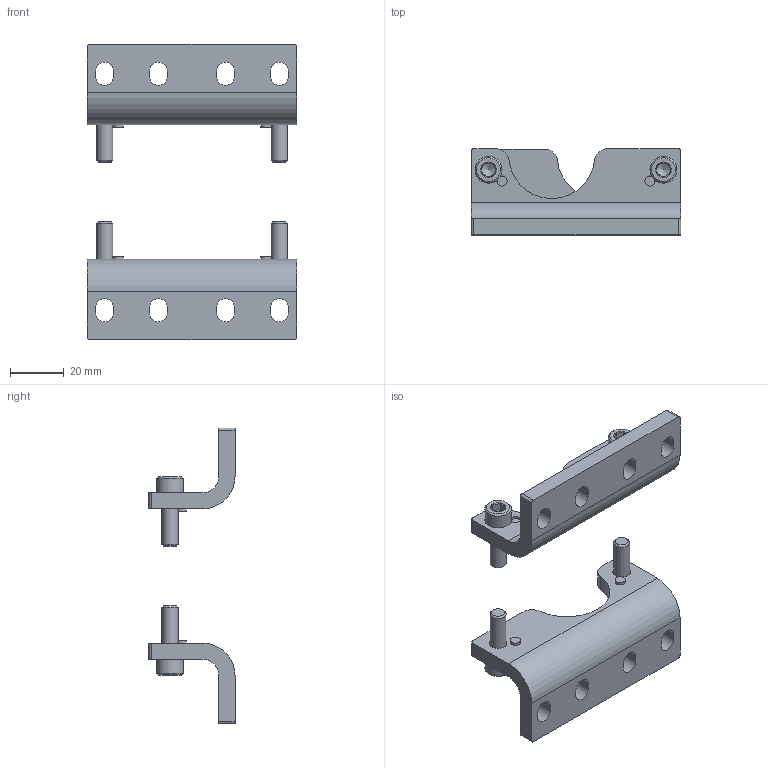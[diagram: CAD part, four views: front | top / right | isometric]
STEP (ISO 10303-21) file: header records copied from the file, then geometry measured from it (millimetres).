
FILE_DESCRIPTION(/* description */ ('STEP AP214'),/* implementation_level */ '2;1');
FILE_NAME(/* name */ '533670_HPC-40',/* time_stamp */ '2024-08-28T08:09:50+02:00',/* author */ ('License CC BY-ND 4.0'),/* organization */ ('CADENAS'),/* preprocessor_version */ 'ST-DEVELOPER v19.3',/* originating_system */ 'PARTsolutions',/* authorisation */ ' ');
FILE_SCHEMA (('AUTOMOTIVE_DESIGN {1 0 10303 214 3 1 1}'));
Length unit declared in the file: millimetre
Products named in the file (4): 533670 HPC-40---(50asm); 533670 HPC-40---(L); 533670 HPC-40---(R); DIN-912 - M6x20(F)
Assembly tree (6 placements, depth 2):
  533670 HPC-40---(50asm)
    533670 HPC-40---(L)
    533670 HPC-40---(R)
    DIN-912 - M6x20(F)  x4
Bounding box: 78 x 32 x 110 mm (x, y, z)
Volume: 43604.6 mm3; surface area: 21389.3 mm2
Topology: 6 solids, 6 shells, 200 faces, 440 edges, 264 vertices
Faces by surface type: plane 102, cylinder 54, cone 44
Full cylindrical faces by diameter (mm): 3.8 x8, 6 x4, 6.6 x4, 10 x4
Entity records: 3477 total; most frequent: DIRECTION 612, CARTESIAN_POINT 586, ORIENTED_EDGE 520, EDGE_CURVE 260, AXIS2_PLACEMENT_3D 235, VERTEX_POINT 179, FACE_BOUND 169, EDGE_LOOP 168
